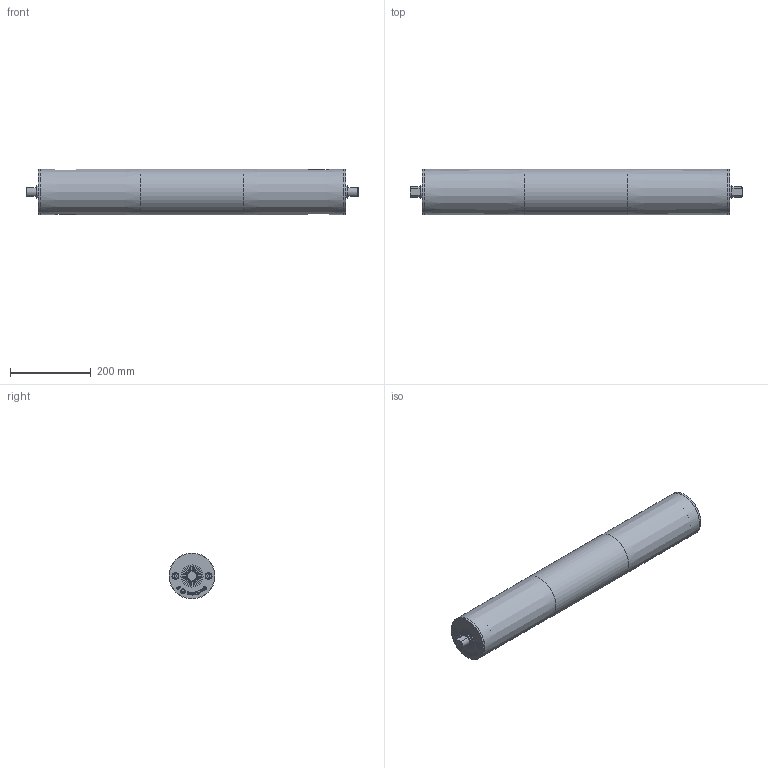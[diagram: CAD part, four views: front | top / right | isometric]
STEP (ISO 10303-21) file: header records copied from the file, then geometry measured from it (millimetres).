
FILE_DESCRIPTION(/* description */ (''),/* implementation_level */ '2;1');
FILE_NAME(/* name */ 'Scandrive S Ø113 RL760.stp',/* time_stamp */ '2017-04-19T19:26:01+02:00',/* author */ ('guh'),/* organization */ (''),/* preprocessor_version */ 'ST-DEVELOPER v15.6',/* originating_system */ 'Autodesk Inventor 2015',/* authorisation */ '');
FILE_SCHEMA (('AUTOMOTIVE_DESIGN { 1 0 10303 214 3 1 1 }'));
Length unit declared in the file: millimetre
Products named in the file (1): Scandrive S Ø113 RL760
Bounding box: 820 x 113.5 x 113.5 mm (x, y, z)
Volume: 1101556.2 mm3; surface area: 562385.3 mm2
Topology: 1 solids, 2 shells, 492 faces, 1268 edges, 844 vertices
Faces by surface type: plane 258, bspline 196, cylinder 28, cone 8, torus 2
Full cylindrical faces by diameter (mm): 14 x2, 17 x2, 30 x2, 34 x2, 38 x2, 54.98 x2, 55 x4, 98 x2, 108 x1, 112.3 x2, 112.5 x2, 113.5 x1
Entity records: 15799 total; most frequent: CARTESIAN_POINT 5139, ORIENTED_EDGE 2476, DIRECTION 1500, EDGE_CURVE 1238, VERTEX_POINT 844, LINE 770, VECTOR 770, EDGE_LOOP 586
